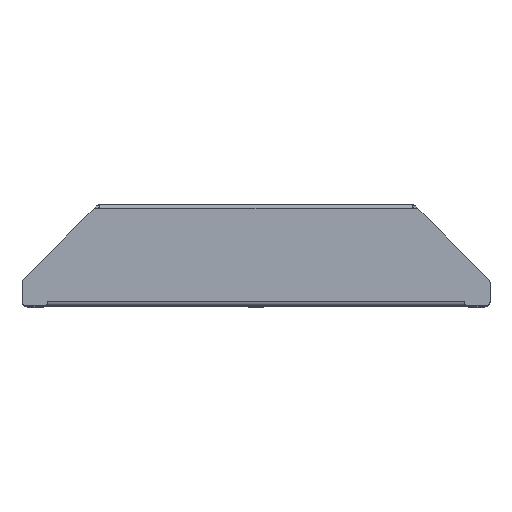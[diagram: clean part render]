
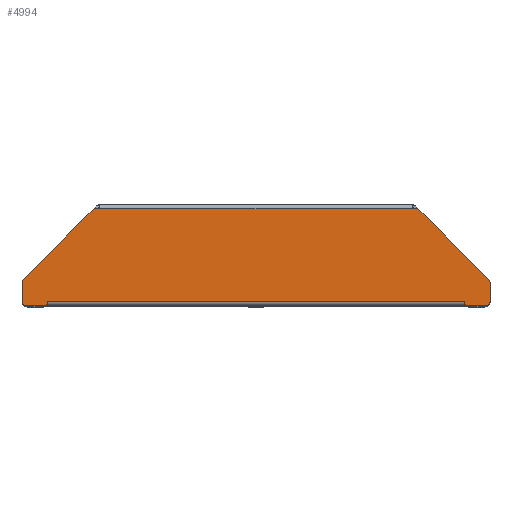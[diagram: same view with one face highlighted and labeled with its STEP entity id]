
A CAD part, top view. The second image highlights one B-rep face of the part: STEP entity #4994.
In plain terms, the highlighted planar face has unit normal (0, 0, 1).
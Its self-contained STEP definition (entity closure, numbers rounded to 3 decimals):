
#393=DIRECTION('',(-1.,0.,0.));
#394=VECTOR('',#393,201.929);
#395=CARTESIAN_POINT('',(100.964,-2.5,153.));
#396=LINE('',#395,#394);
#1589=DIRECTION('',(1.,0.,0.));
#1590=VECTOR('',#1589,3.536);
#1591=CARTESIAN_POINT('',(-104.5,-2.5,153.));
#1592=LINE('',#1591,#1590);
#1593=DIRECTION('',(1.,0.,0.));
#1594=VECTOR('',#1593,3.536);
#1595=CARTESIAN_POINT('',(100.964,-2.5,153.));
#1596=LINE('',#1595,#1594);
#1597=DIRECTION('',(0.707,-0.707,0.));
#1598=VECTOR('',#1597,64.725);
#1599=CARTESIAN_POINT('',(104.5,-2.5,153.));
#1600=LINE('',#1599,#1598);
#1601=CARTESIAN_POINT('',(148.5,-50.036,153.));
#1602=DIRECTION('',(0.,0.,-1.));
#1603=DIRECTION('',(0.707,0.707,0.));
#1604=AXIS2_PLACEMENT_3D('',#1601,#1602,#1603);
#1606=DIRECTION('',(0.,-1.,0.));
#1607=VECTOR('',#1606,12.464);
#1608=CARTESIAN_POINT('',(151.,-50.036,153.));
#1609=LINE('',#1608,#1607);
#1610=CARTESIAN_POINT('',(148.5,-62.5,153.));
#1611=DIRECTION('',(0.,0.,-1.));
#1612=DIRECTION('',(1.,0.,0.));
#1613=AXIS2_PLACEMENT_3D('',#1610,#1611,#1612);
#1615=DIRECTION('',(-1.,0.,0.));
#1616=VECTOR('',#1615,13.33);
#1617=CARTESIAN_POINT('',(148.5,-65.,153.));
#1618=LINE('',#1617,#1616);
#1619=DIRECTION('',(-0.259,0.966,0.));
#1620=VECTOR('',#1619,2.588);
#1621=CARTESIAN_POINT('',(135.17,-65.,153.));
#1622=LINE('',#1621,#1620);
#1623=DIRECTION('',(-0.259,-0.966,0.));
#1624=VECTOR('',#1623,2.588);
#1625=CARTESIAN_POINT('',(-134.5,-62.5,153.));
#1626=LINE('',#1625,#1624);
#1627=DIRECTION('',(-1.,0.,0.));
#1628=VECTOR('',#1627,13.33);
#1629=CARTESIAN_POINT('',(-135.17,-65.,153.));
#1630=LINE('',#1629,#1628);
#1631=CARTESIAN_POINT('',(-148.5,-62.5,153.));
#1632=DIRECTION('',(0.,0.,-1.));
#1633=DIRECTION('',(0.,-1.,0.));
#1634=AXIS2_PLACEMENT_3D('',#1631,#1632,#1633);
#1636=DIRECTION('',(0.,1.,0.));
#1637=VECTOR('',#1636,12.464);
#1638=CARTESIAN_POINT('',(-151.,-62.5,153.));
#1639=LINE('',#1638,#1637);
#1640=CARTESIAN_POINT('',(-148.5,-50.036,153.));
#1641=DIRECTION('',(0.,0.,-1.));
#1642=DIRECTION('',(-1.,0.,0.));
#1643=AXIS2_PLACEMENT_3D('',#1640,#1641,#1642);
#1645=DIRECTION('',(0.707,0.707,0.));
#1646=VECTOR('',#1645,64.725);
#1647=CARTESIAN_POINT('',(-150.268,-48.268,153.));
#1648=LINE('',#1647,#1646);
#1757=DIRECTION('',(1.,0.,0.));
#1758=VECTOR('',#1757,269.);
#1759=CARTESIAN_POINT('',(-134.5,-62.5,153.));
#1760=LINE('',#1759,#1758);
#2330=CARTESIAN_POINT('',(-100.964,-2.5,153.));
#2331=VERTEX_POINT('',#2330);
#2338=CARTESIAN_POINT('',(100.964,-2.5,153.));
#2339=VERTEX_POINT('',#2338);
#2730=CARTESIAN_POINT('',(-104.5,-2.5,153.));
#2731=VERTEX_POINT('',#2730);
#2732=CARTESIAN_POINT('',(104.5,-2.5,153.));
#2733=VERTEX_POINT('',#2732);
#2734=CARTESIAN_POINT('',(150.268,-48.268,153.));
#2735=VERTEX_POINT('',#2734);
#2736=CARTESIAN_POINT('',(151.,-50.036,153.));
#2737=VERTEX_POINT('',#2736);
#2738=CARTESIAN_POINT('',(151.,-62.5,153.));
#2739=VERTEX_POINT('',#2738);
#2740=CARTESIAN_POINT('',(148.5,-65.,153.));
#2741=VERTEX_POINT('',#2740);
#2742=CARTESIAN_POINT('',(135.17,-65.,153.));
#2743=VERTEX_POINT('',#2742);
#2744=CARTESIAN_POINT('',(134.5,-62.5,153.));
#2745=VERTEX_POINT('',#2744);
#2746=CARTESIAN_POINT('',(-134.5,-62.5,153.));
#2747=VERTEX_POINT('',#2746);
#2748=CARTESIAN_POINT('',(-135.17,-65.,153.));
#2749=VERTEX_POINT('',#2748);
#2750=CARTESIAN_POINT('',(-148.5,-65.,153.));
#2751=VERTEX_POINT('',#2750);
#2752=CARTESIAN_POINT('',(-151.,-62.5,153.));
#2753=VERTEX_POINT('',#2752);
#2754=CARTESIAN_POINT('',(-151.,-50.036,153.));
#2755=VERTEX_POINT('',#2754);
#2756=CARTESIAN_POINT('',(-150.268,-48.268,153.));
#2757=VERTEX_POINT('',#2756);
#4957=CARTESIAN_POINT('',(-52.986,0.,153.));
#4958=DIRECTION('',(0.,0.,1.));
#4959=DIRECTION('',(-1.,0.,0.));
#4960=AXIS2_PLACEMENT_3D('',#4957,#4958,#4959);
#4961=PLANE('',#4960);
#4962=ORIENTED_EDGE('',*,*,#4948,.T.);
#4963=ORIENTED_EDGE('',*,*,#3285,.F.);
#4965=ORIENTED_EDGE('',*,*,#4964,.T.);
#4967=ORIENTED_EDGE('',*,*,#4966,.T.);
#4969=ORIENTED_EDGE('',*,*,#4968,.T.);
#4971=ORIENTED_EDGE('',*,*,#4970,.T.);
#4973=ORIENTED_EDGE('',*,*,#4972,.T.);
#4975=ORIENTED_EDGE('',*,*,#4974,.T.);
#4977=ORIENTED_EDGE('',*,*,#4976,.T.);
#4979=ORIENTED_EDGE('',*,*,#4978,.F.);
#4981=ORIENTED_EDGE('',*,*,#4980,.T.);
#4983=ORIENTED_EDGE('',*,*,#4982,.T.);
#4985=ORIENTED_EDGE('',*,*,#4984,.T.);
#4987=ORIENTED_EDGE('',*,*,#4986,.T.);
#4989=ORIENTED_EDGE('',*,*,#4988,.T.);
#4991=ORIENTED_EDGE('',*,*,#4990,.T.);
#4992=EDGE_LOOP('',(#4962,#4963,#4965,#4967,#4969,#4971,#4973,#4975,#4977,#4979,
#4981,#4983,#4985,#4987,#4989,#4991));
#4993=FACE_OUTER_BOUND('',#4992,.F.);
#4994=ADVANCED_FACE('',(#4993),#4961,.T.);
#1605=CIRCLE('',#1604,2.5);
#1614=CIRCLE('',#1613,2.5);
#1635=CIRCLE('',#1634,2.5);
#1644=CIRCLE('',#1643,2.5);
#3285=EDGE_CURVE('',#2339,#2331,#396,.T.);
#4948=EDGE_CURVE('',#2731,#2331,#1592,.T.);
#4964=EDGE_CURVE('',#2339,#2733,#1596,.T.);
#4966=EDGE_CURVE('',#2733,#2735,#1600,.T.);
#4968=EDGE_CURVE('',#2735,#2737,#1605,.T.);
#4970=EDGE_CURVE('',#2737,#2739,#1609,.T.);
#4972=EDGE_CURVE('',#2739,#2741,#1614,.T.);
#4974=EDGE_CURVE('',#2741,#2743,#1618,.T.);
#4976=EDGE_CURVE('',#2743,#2745,#1622,.T.);
#4978=EDGE_CURVE('',#2747,#2745,#1760,.T.);
#4980=EDGE_CURVE('',#2747,#2749,#1626,.T.);
#4982=EDGE_CURVE('',#2749,#2751,#1630,.T.);
#4984=EDGE_CURVE('',#2751,#2753,#1635,.T.);
#4986=EDGE_CURVE('',#2753,#2755,#1639,.T.);
#4988=EDGE_CURVE('',#2755,#2757,#1644,.T.);
#4990=EDGE_CURVE('',#2757,#2731,#1648,.T.);
